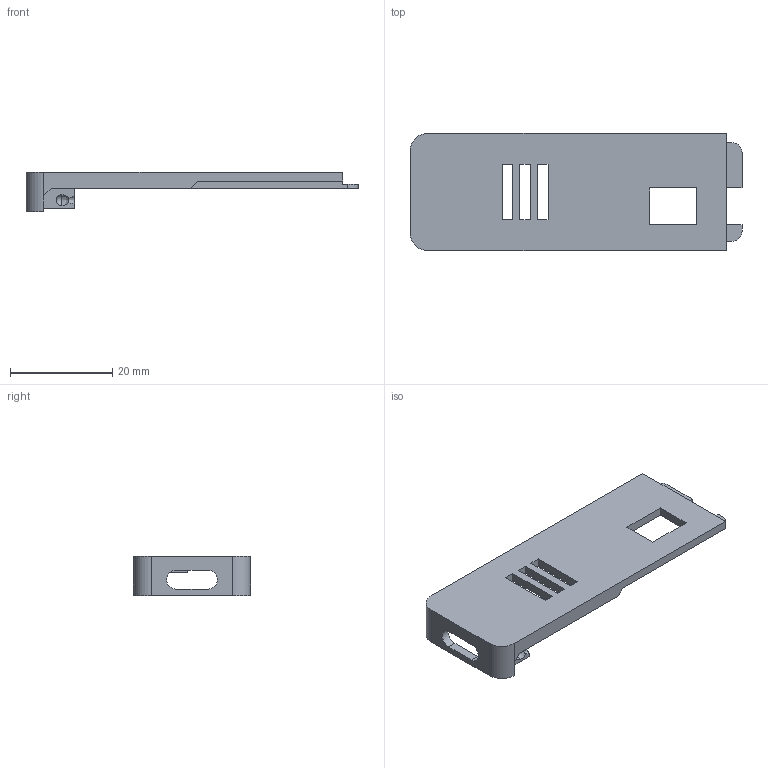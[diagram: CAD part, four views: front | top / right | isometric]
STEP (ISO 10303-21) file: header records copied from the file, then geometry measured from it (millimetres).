
FILE_DESCRIPTION (( 'STEP AP214' ), '1' );
FILE_NAME ('Sliding_lid.STEP', '2024-07-03T17:46:28', ( '' ), ( '' ), 'SwSTEP 2.0', 'SolidWorks 2021', '' );
FILE_SCHEMA (( 'AUTOMOTIVE_DESIGN' ));
Length unit declared in the file: millimetre
Products named in the file (1): Sliding_lid
Bounding box: 64.95 x 22.93 x 7.7 mm (x, y, z)
Volume: 2854 mm3; surface area: 3878 mm2
Topology: 1 solids, 1 shells, 75 faces, 220 edges, 145 vertices
Faces by surface type: plane 61, cylinder 8, bspline 4, sphere 2
Entity records: 2536 total; most frequent: CARTESIAN_POINT 519, ORIENTED_EDGE 432, DIRECTION 376, EDGE_CURVE 216, LINE 184, VECTOR 184, VERTEX_POINT 143, AXIS2_PLACEMENT_3D 96
